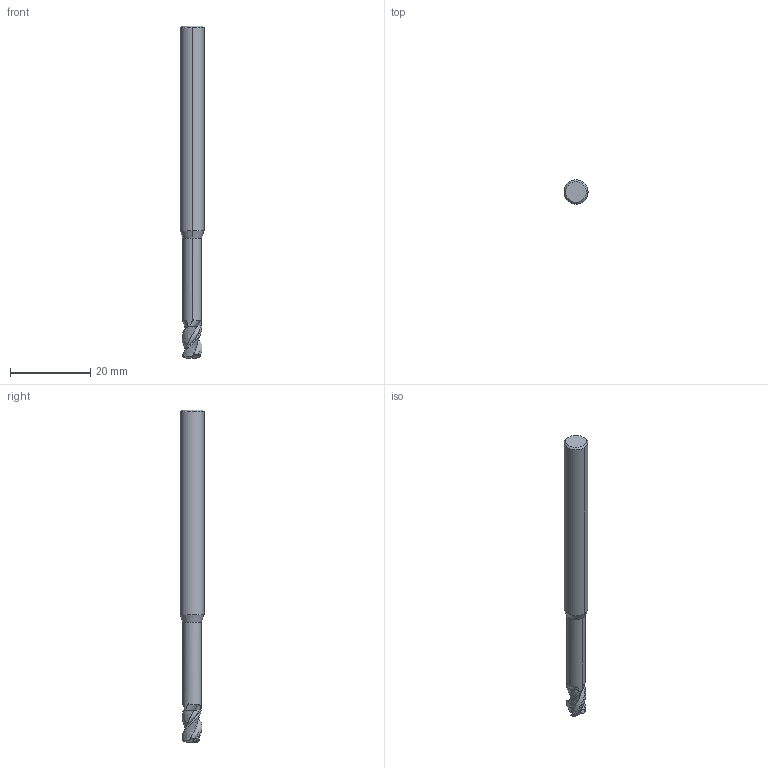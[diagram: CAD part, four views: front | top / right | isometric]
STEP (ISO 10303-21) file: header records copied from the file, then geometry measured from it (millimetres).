
FILE_DESCRIPTION(('no description'),'unknown implementation level');
FILE_NAME('EXN1-M06-0013-5_1-Detail.stp',' ',('CIMSOURCE GmbH'),('CADClick - KiM GmbH - www.kimweb.de'),'unknown preprocess','ACIS','unknown authorization');
FILE_SCHEMA(('automotive_design'));
Length unit declared in the file: millimetre
Products named in the file (2): NOCUT; CUT
Bounding box: 6 x 6 x 83 mm (x, y, z)
Volume: 1946.7 mm3; surface area: 1506.9 mm2
Topology: 2 solids, 2 shells, 87 faces, 239 edges, 152 vertices
Faces by surface type: bspline 27, plane 25, cone 14, revolution 12, torus 5, cylinder 4
Entity records: 13982 total; most frequent: CARTESIAN_POINT 9447, STYLED_ITEM 476, PRESENTATION_STYLE_ASSIGNMENT 476, COLOUR_RGB 476, ORIENTED_EDGE 470, DIRECTION 256, EDGE_CURVE 235, CURVE_STYLE 235
